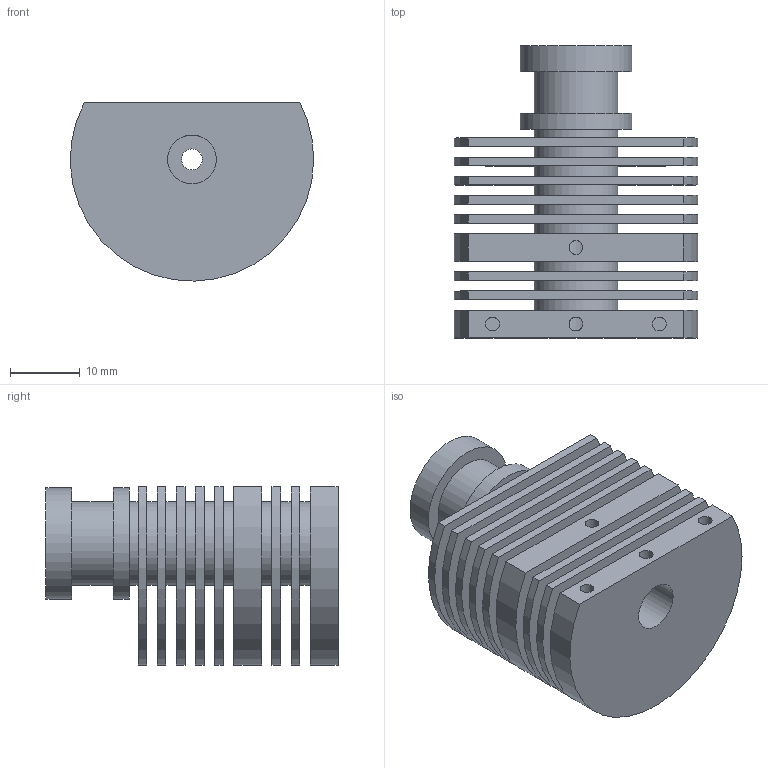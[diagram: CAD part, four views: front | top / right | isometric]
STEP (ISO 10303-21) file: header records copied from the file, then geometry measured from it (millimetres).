
FILE_DESCRIPTION(('FreeCAD Model'),'2;1');
FILE_NAME( 'Flat_sink.step', '2016-12-20T08:21:02',('Author'),(''), 'Open CASCADE STEP processor 6.9','FreeCAD','Unknown');
FILE_SCHEMA(('AUTOMOTIVE_DESIGN_CC2 { 1 2 10303 214 -1 1 5 4 }'));
Length unit declared in the file: millimetre
Products named in the file (2): ASSEMBLY; Flat_sink_01
Assembly tree (1 placements, depth 2):
  ASSEMBLY
    Flat_sink_01
Bounding box: 34.99 x 42 x 25.62 mm (x, y, z)
Volume: 15198.1 mm3; surface area: 15559.2 mm2
Topology: 1 solids, 1 shells, 70 faces, 135 edges, 90 vertices
Faces by surface type: cylinder 36, plane 34
Full cylindrical faces by diameter (mm): 2 x4, 3 x1, 7 x1, 12 x10, 16 x2
Entity records: 4514 total; most frequent: CARTESIAN_POINT 1561, DIRECTION 574, ORIENTED_EDGE 270, PCURVE 270, DEFINITIONAL_REPRESENTATION 270, LINE 225, VECTOR 225, AXIS2_PLACEMENT_3D 142
